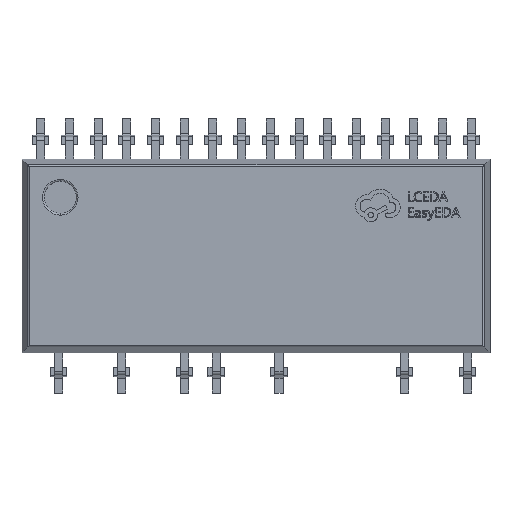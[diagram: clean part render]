
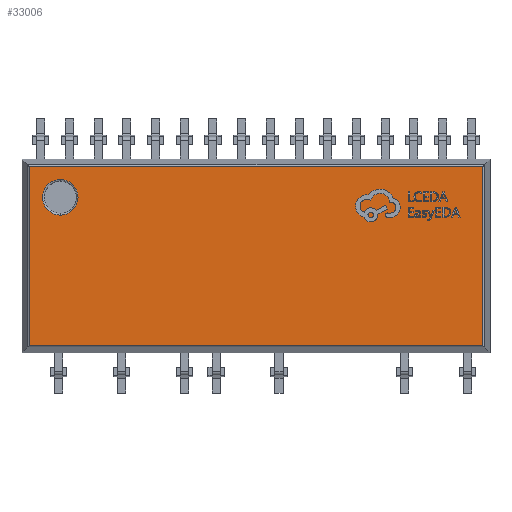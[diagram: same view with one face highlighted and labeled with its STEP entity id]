
A CAD part, top view. The second image highlights one B-rep face of the part: STEP entity #33006.
In plain terms, the highlighted planar face has unit normal (0, 0, 1).
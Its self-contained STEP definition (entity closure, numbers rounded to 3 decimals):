
#320 = DIRECTION ( 'NONE',  ( 0., 0., -1. ) ) ;
#631 = EDGE_CURVE ( 'NONE', #26669, #28031, #19576, .T. ) ;
#963 = CARTESIAN_POINT ( 'NONE',  ( -12.128, 2.528, 3.6 ) ) ;
#1345 = ORIENTED_EDGE ( 'NONE', *, *, #33410, .T. ) ;
#3827 = VERTEX_POINT ( 'NONE', #37574 ) ;
#4018 = LINE ( 'NONE', #15639, #23463 ) ;
#7282 = CARTESIAN_POINT ( 'NONE',  ( 14.047, 5.547, 3.6 ) ) ;
#7583 = CARTESIAN_POINT ( 'NONE',  ( 14.047, 0., 3.6 ) ) ;
#8330 = DIRECTION ( 'NONE',  ( 0., 0., -1. ) ) ;
#8697 = DIRECTION ( 'NONE',  ( 1., 0., 0. ) ) ;
#10951 = FACE_OUTER_BOUND ( 'NONE', #15854, .T. ) ;
#11379 = ORIENTED_EDGE ( 'NONE', *, *, #18216, .T. ) ;
#11644 = CARTESIAN_POINT ( 'NONE',  ( -12.128, 4.728, 3.6 ) ) ;
#11808 = LINE ( 'NONE', #23434, #13668 ) ;
#11920 = CARTESIAN_POINT ( 'NONE',  ( 0., 0., 3.6 ) ) ;
#13414 = EDGE_CURVE ( 'NONE', #3827, #26669, #32549, .T. ) ;
#13437 = AXIS2_PLACEMENT_3D ( 'NONE', #37397, #13602, #14157 ) ;
#13447 = PLANE ( 'NONE',  #15474 ) ;
#13602 = DIRECTION ( 'NONE',  ( 0., 0., -1. ) ) ;
#13668 = VECTOR ( 'NONE', #35061, 1000. ) ;
#14157 = DIRECTION ( 'NONE',  ( 0., 1., 0. ) ) ;
#14457 = ORIENTED_EDGE ( 'NONE', *, *, #30301, .T. ) ;
#14554 = DIRECTION ( 'NONE',  ( 0., 1., 0. ) ) ;
#15474 = AXIS2_PLACEMENT_3D ( 'NONE', #11920, #320, #14554 ) ;
#15639 = CARTESIAN_POINT ( 'NONE',  ( 0., 5.547, 3.6 ) ) ;
#15761 = DIRECTION ( 'NONE',  ( 0., 1., 0. ) ) ;
#15854 = EDGE_LOOP ( 'NONE', ( #1345, #11379, #24428, #30899 ) ) ;
#16347 = CIRCLE ( 'NONE', #37040, 1.1 ) ;
#17044 = FACE_BOUND ( 'NONE', #20522, .T. ) ;
#17440 = CARTESIAN_POINT ( 'NONE',  ( -14.047, 5.547, 3.6 ) ) ;
#18216 = EDGE_CURVE ( 'NONE', #34705, #3827, #11808, .T. ) ;
#19567 = VERTEX_POINT ( 'NONE', #963 ) ;
#19576 = LINE ( 'NONE', #7583, #31250 ) ;
#20522 = EDGE_LOOP ( 'NONE', ( #14457, #34423 ) ) ;
#23434 = CARTESIAN_POINT ( 'NONE',  ( -14.047, -5.628, 3.6 ) ) ;
#23463 = VECTOR ( 'NONE', #27311, 1000. ) ;
#24428 = ORIENTED_EDGE ( 'NONE', *, *, #13414, .T. ) ;
#26669 = VERTEX_POINT ( 'NONE', #35618 ) ;
#27311 = DIRECTION ( 'NONE',  ( -1., 0., 0. ) ) ;
#28031 = VERTEX_POINT ( 'NONE', #7282 ) ;
#28823 = EDGE_CURVE ( 'NONE', #19567, #29538, #16347, .T. ) ;
#28935 = DIRECTION ( 'NONE',  ( 0., 1., 0. ) ) ;
#29299 = CARTESIAN_POINT ( 'NONE',  ( 14.128, -5.547, 3.6 ) ) ;
#29538 = VERTEX_POINT ( 'NONE', #11644 ) ;
#30301 = EDGE_CURVE ( 'NONE', #29538, #19567, #34161, .T. ) ;
#30899 = ORIENTED_EDGE ( 'NONE', *, *, #631, .T. ) ;
#31250 = VECTOR ( 'NONE', #15761, 1000. ) ;
#32549 = LINE ( 'NONE', #29299, #32980 ) ;
#32980 = VECTOR ( 'NONE', #8697, 1000. ) ;
#33006 = ADVANCED_FACE ( 'NONE', ( #10951, #17044 ), #13447, .F. ) ;
#33410 = EDGE_CURVE ( 'NONE', #28031, #34705, #4018, .T. ) ;
#34084 = CARTESIAN_POINT ( 'NONE',  ( -12.128, 3.628, 3.6 ) ) ;
#34161 = CIRCLE ( 'NONE', #13437, 1.1 ) ;
#34423 = ORIENTED_EDGE ( 'NONE', *, *, #28823, .T. ) ;
#34705 = VERTEX_POINT ( 'NONE', #17440 ) ;
#35061 = DIRECTION ( 'NONE',  ( 0., -1., 0. ) ) ;
#35618 = CARTESIAN_POINT ( 'NONE',  ( 14.047, -5.547, 3.6 ) ) ;
#37040 = AXIS2_PLACEMENT_3D ( 'NONE', #34084, #8330, #28935 ) ;
#37397 = CARTESIAN_POINT ( 'NONE',  ( -12.128, 3.628, 3.6 ) ) ;
#37574 = CARTESIAN_POINT ( 'NONE',  ( -14.047, -5.547, 3.6 ) ) ;
